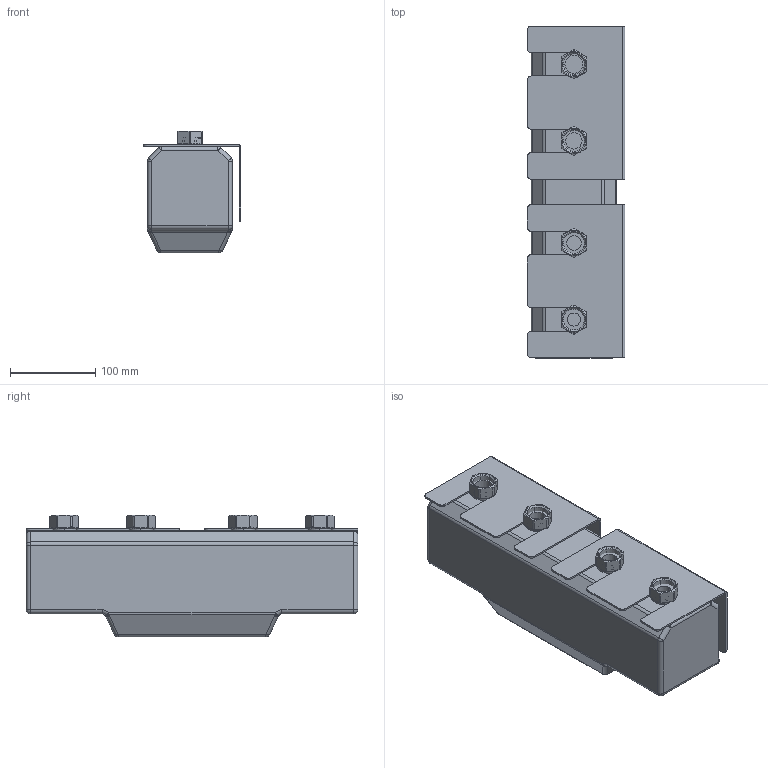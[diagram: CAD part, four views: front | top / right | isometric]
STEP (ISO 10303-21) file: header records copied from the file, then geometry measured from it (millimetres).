
FILE_DESCRIPTION(('CATIA V5 STEP Exchange','CAx-IF Rec.Pracs.--- Model Styling and Organization---1.2---2011-12-15'),'2;1');
FILE_NAME('66000500 GMA321.stp','2017-09-27T11:01:12+00:00',('none'),('none'),'CATIA Version 5-6 Release 2014 SP4 HF22','CATIA V5 STEP AP214','none');
FILE_SCHEMA(('AUTOMOTIVE_DESIGN { 1 0 10303 214 1 1 1 1 }'));
Length unit declared in the file: millimetre
Products named in the file (3): Product2; Part1; Vaggfaste Fordelarbalk
Assembly tree (3 placements, depth 2):
  Product2
    Part1
    Vaggfaste Fordelarbalk  x2
Bounding box: 115 x 390 x 143 mm (x, y, z)
Volume: 4199731.2 mm3; surface area: 372150.5 mm2
Topology: 7 solids, 7 shells, 436 faces, 1043 edges, 634 vertices
Faces by surface type: cylinder 180, plane 124, bspline 60, cone 32, sphere 20, torus 20
Entity records: 14176 total; most frequent: CARTESIAN_POINT 6466, ORIENTED_EDGE 1760, DIRECTION 1090, EDGE_CURVE 880, AXIS2_PLACEMENT_3D 535, VERTEX_POINT 532, EDGE_LOOP 440, ADVANCED_FACE 386
